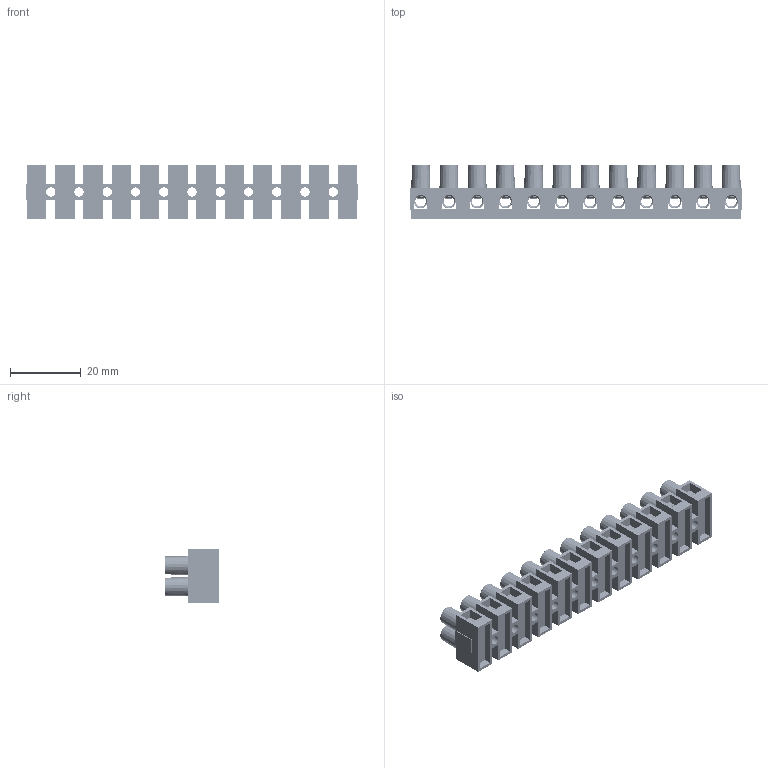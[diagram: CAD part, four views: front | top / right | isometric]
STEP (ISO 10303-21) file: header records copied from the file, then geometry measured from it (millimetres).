
FILE_DESCRIPTION (( 'STEP AP203' ), '1' );
FILE_NAME ('M92CS.STEP', '2023-12-19T15:48:58', ( '' ), ( '' ), 'SwSTEP 2.0', 'SolidWorks 2022', '' );
FILE_SCHEMA (( 'CONFIG_CONTROL_DESIGN' ));
Length unit declared in the file: millimetre
Products named in the file (6): M92CS; SABUSCSM092; CSM092; SM092; SABUS9200-M092; SAVMIC35
Assembly tree (39 placements, depth 3):
  M92CS
    SM092
    SAVMIC35  x24
    SABUSCSM092  x12
      SABUS9200-M092
      CSM092
Bounding box: 94 x 15.53 x 15.32 mm (x, y, z)
Volume: 8209.6 mm3; surface area: 21394.2 mm2
Topology: 49 solids, 49 shells, 2056 faces, 5478 edges, 3580 vertices
Faces by surface type: cylinder 874, plane 726, torus 192, cone 192, bspline 72
Entity records: 33065 total; most frequent: CARTESIAN_POINT 9462, DIRECTION 4732, ORIENTED_EDGE 4614, EDGE_CURVE 2307, AXIS2_PLACEMENT_3D 1822, VERTEX_POINT 1496, LINE 1088, VECTOR 1088
